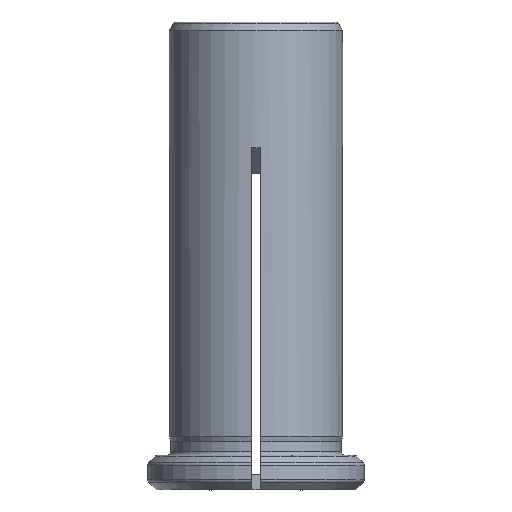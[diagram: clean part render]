
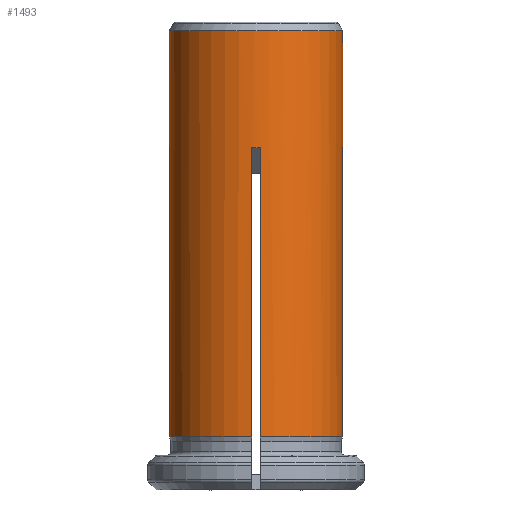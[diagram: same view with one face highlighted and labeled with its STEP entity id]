
A CAD part, front view. The second image highlights one B-rep face of the part: STEP entity #1493.
In plain terms, the highlighted cylindrical face has radius 10 mm (diameter 20 mm), a full revolution.
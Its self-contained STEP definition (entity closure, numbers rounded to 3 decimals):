
#171=CIRCLE('',#1558,10.);
#183=CIRCLE('',#1581,10.);
#195=CIRCLE('',#1604,10.);
#207=CIRCLE('',#1627,10.);
#210=CIRCLE('',#1631,10.);
#276=LINE('',#2748,#352);
#277=LINE('',#2752,#353);
#278=LINE('',#2753,#354);
#279=LINE('',#2757,#355);
#280=LINE('',#2758,#356);
#281=LINE('',#2762,#357);
#282=LINE('',#2763,#358);
#283=LINE('',#2767,#359);
#352=VECTOR('',#2007,1000.);
#353=VECTOR('',#2010,1000.);
#354=VECTOR('',#2011,1000.);
#355=VECTOR('',#2014,1000.);
#356=VECTOR('',#2015,1000.);
#357=VECTOR('',#2018,1000.);
#358=VECTOR('',#2019,1000.);
#359=VECTOR('',#2022,1000.);
#639=ORIENTED_EDGE('',*,*,#1038,.F.);
#640=ORIENTED_EDGE('',*,*,#1039,.F.);
#641=ORIENTED_EDGE('',*,*,#1040,.T.);
#642=ORIENTED_EDGE('',*,*,#885,.F.);
#643=ORIENTED_EDGE('',*,*,#1041,.F.);
#644=ORIENTED_EDGE('',*,*,#1042,.F.);
#645=ORIENTED_EDGE('',*,*,#1043,.T.);
#646=ORIENTED_EDGE('',*,*,#919,.F.);
#647=ORIENTED_EDGE('',*,*,#1044,.F.);
#648=ORIENTED_EDGE('',*,*,#1045,.F.);
#649=ORIENTED_EDGE('',*,*,#1046,.T.);
#650=ORIENTED_EDGE('',*,*,#953,.F.);
#651=ORIENTED_EDGE('',*,*,#1047,.F.);
#652=ORIENTED_EDGE('',*,*,#1048,.F.);
#653=ORIENTED_EDGE('',*,*,#1049,.T.);
#654=ORIENTED_EDGE('',*,*,#988,.F.);
#655=ORIENTED_EDGE('',*,*,#992,.F.);
#885=EDGE_CURVE('',#1103,#1104,#171,.F.);
#919=EDGE_CURVE('',#1127,#1128,#183,.F.);
#953=EDGE_CURVE('',#1151,#1152,#195,.F.);
#988=EDGE_CURVE('',#1175,#1177,#207,.F.);
#992=EDGE_CURVE('',#1180,#1180,#210,.F.);
#1038=EDGE_CURVE('',#1212,#1175,#276,.F.);
#1039=EDGE_CURVE('',#1213,#1212,#1228,.F.);
#1040=EDGE_CURVE('',#1213,#1104,#277,.F.);
#1041=EDGE_CURVE('',#1214,#1103,#278,.F.);
#1042=EDGE_CURVE('',#1215,#1214,#1229,.F.);
#1043=EDGE_CURVE('',#1215,#1128,#279,.F.);
#1044=EDGE_CURVE('',#1216,#1127,#280,.F.);
#1045=EDGE_CURVE('',#1217,#1216,#1230,.F.);
#1046=EDGE_CURVE('',#1217,#1152,#281,.F.);
#1047=EDGE_CURVE('',#1218,#1151,#282,.F.);
#1048=EDGE_CURVE('',#1219,#1218,#1231,.F.);
#1049=EDGE_CURVE('',#1219,#1177,#283,.F.);
#1103=VERTEX_POINT('',#2245);
#1104=VERTEX_POINT('',#2246);
#1127=VERTEX_POINT('',#2362);
#1128=VERTEX_POINT('',#2363);
#1151=VERTEX_POINT('',#2479);
#1152=VERTEX_POINT('',#2480);
#1175=VERTEX_POINT('',#2599);
#1177=VERTEX_POINT('',#2602);
#1180=VERTEX_POINT('',#2613);
#1212=VERTEX_POINT('',#2749);
#1213=VERTEX_POINT('',#2751);
#1214=VERTEX_POINT('',#2754);
#1215=VERTEX_POINT('',#2756);
#1216=VERTEX_POINT('',#2759);
#1217=VERTEX_POINT('',#2761);
#1218=VERTEX_POINT('',#2764);
#1219=VERTEX_POINT('',#2766);
#1228=ELLIPSE('',#1661,14.142,10.);
#1229=ELLIPSE('',#1662,14.142,10.);
#1230=ELLIPSE('',#1663,14.142,10.);
#1231=ELLIPSE('',#1664,14.142,10.);
#1302=EDGE_LOOP('',(#639,#640,#641,#642,#643,#644,#645,#646,#647,#648,#649,
#650,#651,#652,#653,#654));
#1303=EDGE_LOOP('',(#655));
#1394=FACE_BOUND('',#1302,.T.);
#1395=FACE_BOUND('',#1303,.T.);
#1429=CYLINDRICAL_SURFACE('',#1660,10.);
#1493=ADVANCED_FACE('',(#1394,#1395),#1429,.T.);
#1558=AXIS2_PLACEMENT_3D('',#2244,#1765,#1766);
#1581=AXIS2_PLACEMENT_3D('',#2361,#1817,#1818);
#1604=AXIS2_PLACEMENT_3D('',#2478,#1869,#1870);
#1627=AXIS2_PLACEMENT_3D('',#2601,#1921,#1922);
#1631=AXIS2_PLACEMENT_3D('',#2612,#1929,#1930);
#1660=AXIS2_PLACEMENT_3D('',#2747,#2005,#2006);
#1661=AXIS2_PLACEMENT_3D('',#2750,#2008,#2009);
#1662=AXIS2_PLACEMENT_3D('',#2755,#2012,#2013);
#1663=AXIS2_PLACEMENT_3D('',#2760,#2016,#2017);
#1664=AXIS2_PLACEMENT_3D('',#2765,#2020,#2021);
#1765=DIRECTION('',(0.,0.,1.));
#1766=DIRECTION('',(1.,0.,0.));
#1817=DIRECTION('',(0.,0.,1.));
#1818=DIRECTION('',(1.,0.,0.));
#1869=DIRECTION('',(0.,0.,1.));
#1870=DIRECTION('',(1.,0.,0.));
#1921=DIRECTION('',(0.,0.,1.));
#1922=DIRECTION('',(1.,0.,0.));
#1929=DIRECTION('',(0.,0.,-1.));
#1930=DIRECTION('',(-1.,0.,0.));
#2005=DIRECTION('',(0.,0.,1.));
#2006=DIRECTION('',(1.,0.,0.));
#2007=DIRECTION('',(0.,0.,1.));
#2008=DIRECTION('',(0.,-0.707,0.707));
#2009=DIRECTION('',(0.,0.707,0.707));
#2010=DIRECTION('',(0.,0.,1.));
#2011=DIRECTION('',(0.,0.,1.));
#2012=DIRECTION('',(0.707,0.,0.707));
#2013=DIRECTION('',(-0.707,0.,0.707));
#2014=DIRECTION('',(0.,0.,1.));
#2015=DIRECTION('',(0.,0.,1.));
#2016=DIRECTION('',(0.,0.707,0.707));
#2017=DIRECTION('',(0.,-0.707,0.707));
#2018=DIRECTION('',(0.,0.,1.));
#2019=DIRECTION('',(0.,0.,1.));
#2020=DIRECTION('',(-0.707,0.,0.707));
#2021=DIRECTION('',(0.707,0.,0.707));
#2022=DIRECTION('',(0.,0.,1.));
#2244=CARTESIAN_POINT('',(0.,0.,2.127));
#2245=CARTESIAN_POINT('',(-9.987,0.5,2.127));
#2246=CARTESIAN_POINT('',(-0.5,9.987,2.127));
#2361=CARTESIAN_POINT('',(0.,0.,2.127));
#2362=CARTESIAN_POINT('',(-0.5,-9.987,2.127));
#2363=CARTESIAN_POINT('',(-9.987,-0.5,2.127));
#2478=CARTESIAN_POINT('',(0.,0.,2.127));
#2479=CARTESIAN_POINT('',(9.987,-0.5,2.127));
#2480=CARTESIAN_POINT('',(0.5,-9.987,2.127));
#2599=CARTESIAN_POINT('',(0.5,9.987,2.127));
#2601=CARTESIAN_POINT('',(0.,0.,2.127));
#2602=CARTESIAN_POINT('',(9.987,0.5,2.127));
#2612=CARTESIAN_POINT('',(0.,0.,48.973));
#2613=CARTESIAN_POINT('',(-10.,0.,48.973));
#2747=CARTESIAN_POINT('',(0.,0.,60.));
#2748=CARTESIAN_POINT('',(0.5,9.987,60.));
#2749=CARTESIAN_POINT('',(0.5,9.987,35.487));
#2750=CARTESIAN_POINT('',(0.,0.,25.5));
#2751=CARTESIAN_POINT('',(-0.5,9.987,35.487));
#2752=CARTESIAN_POINT('',(-0.5,9.987,60.));
#2753=CARTESIAN_POINT('',(-9.987,0.5,60.));
#2754=CARTESIAN_POINT('',(-9.987,0.5,35.487));
#2755=CARTESIAN_POINT('',(0.,0.,25.5));
#2756=CARTESIAN_POINT('',(-9.987,-0.5,35.487));
#2757=CARTESIAN_POINT('',(-9.987,-0.5,60.));
#2758=CARTESIAN_POINT('',(-0.5,-9.987,60.));
#2759=CARTESIAN_POINT('',(-0.5,-9.987,35.487));
#2760=CARTESIAN_POINT('',(0.,0.,25.5));
#2761=CARTESIAN_POINT('',(0.5,-9.987,35.487));
#2762=CARTESIAN_POINT('',(0.5,-9.987,60.));
#2763=CARTESIAN_POINT('',(9.987,-0.5,60.));
#2764=CARTESIAN_POINT('',(9.987,-0.5,35.487));
#2765=CARTESIAN_POINT('',(0.,0.,25.5));
#2766=CARTESIAN_POINT('',(9.987,0.5,35.487));
#2767=CARTESIAN_POINT('',(9.987,0.5,60.));
